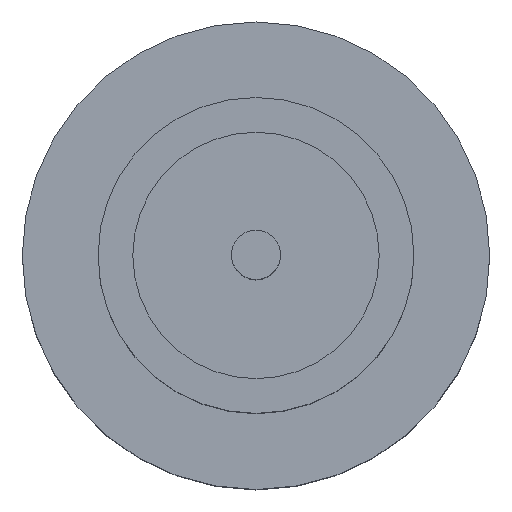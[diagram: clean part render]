
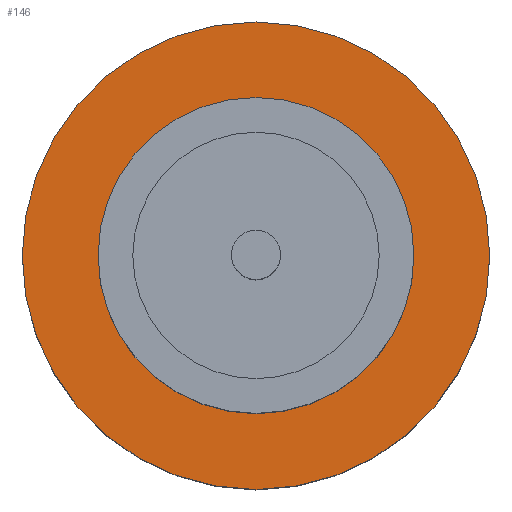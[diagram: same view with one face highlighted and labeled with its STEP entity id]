
A CAD part, top view. The second image highlights one B-rep face of the part: STEP entity #146.
In plain terms, the highlighted planar face has unit normal (0, 0, 1).
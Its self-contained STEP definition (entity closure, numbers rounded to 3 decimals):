
#8 = VERTEX_POINT ( 'NONE', #453 ) ;
#37 = CARTESIAN_POINT ( 'NONE',  ( 0., 0., 1.55 ) ) ;
#38 = AXIS2_PLACEMENT_3D ( 'NONE', #45, #166, #578 ) ;
#45 = CARTESIAN_POINT ( 'NONE',  ( 0., 0., 1.55 ) ) ;
#53 = ORIENTED_EDGE ( 'NONE', *, *, #462, .F. ) ;
#116 = AXIS2_PLACEMENT_3D ( 'NONE', #37, #270, #216 ) ;
#121 = DIRECTION ( 'NONE',  ( 1., 0., 0. ) ) ;
#128 = AXIS2_PLACEMENT_3D ( 'NONE', #176, #528, #294 ) ;
#146 = ADVANCED_FACE ( 'NONE', ( #649, #251 ), #329, .T. ) ;
#166 = DIRECTION ( 'NONE',  ( 0., 0., 1. ) ) ;
#176 = CARTESIAN_POINT ( 'NONE',  ( 0., 0., 1.55 ) ) ;
#180 = VERTEX_POINT ( 'NONE', #638 ) ;
#208 = DIRECTION ( 'NONE',  ( 0., 0., 1. ) ) ;
#216 = DIRECTION ( 'NONE',  ( 1., 0., 0. ) ) ;
#251 = FACE_OUTER_BOUND ( 'NONE', #647, .T. ) ;
#259 = EDGE_CURVE ( 'NONE', #318, #430, #267, .T. ) ;
#267 = CIRCLE ( 'NONE', #128, 1.25 ) ;
#270 = DIRECTION ( 'NONE',  ( 0., 0., 1. ) ) ;
#287 = EDGE_CURVE ( 'NONE', #180, #8, #704, .T. ) ;
#291 = CARTESIAN_POINT ( 'NONE',  ( 1.25, 0., 1.55 ) ) ;
#294 = DIRECTION ( 'NONE',  ( 1., 0., 0. ) ) ;
#302 = AXIS2_PLACEMENT_3D ( 'NONE', #420, #597, #121 ) ;
#303 = CIRCLE ( 'NONE', #396, 1.25 ) ;
#318 = VERTEX_POINT ( 'NONE', #291 ) ;
#329 = PLANE ( 'NONE',  #38 ) ;
#352 = CIRCLE ( 'NONE', #116, 1.85 ) ;
#396 = AXIS2_PLACEMENT_3D ( 'NONE', #674, #208, #671 ) ;
#397 = ORIENTED_EDGE ( 'NONE', *, *, #685, .T. ) ;
#406 = ORIENTED_EDGE ( 'NONE', *, *, #287, .T. ) ;
#420 = CARTESIAN_POINT ( 'NONE',  ( 0., 0., 1.55 ) ) ;
#430 = VERTEX_POINT ( 'NONE', #553 ) ;
#437 = ORIENTED_EDGE ( 'NONE', *, *, #259, .F. ) ;
#453 = CARTESIAN_POINT ( 'NONE',  ( 1.85, 0., 1.55 ) ) ;
#462 = EDGE_CURVE ( 'NONE', #430, #318, #303, .T. ) ;
#528 = DIRECTION ( 'NONE',  ( 0., 0., 1. ) ) ;
#553 = CARTESIAN_POINT ( 'NONE',  ( -1.25, 0., 1.55 ) ) ;
#578 = DIRECTION ( 'NONE',  ( 1., 0., 0. ) ) ;
#597 = DIRECTION ( 'NONE',  ( 0., 0., 1. ) ) ;
#638 = CARTESIAN_POINT ( 'NONE',  ( -1.85, 0., 1.55 ) ) ;
#647 = EDGE_LOOP ( 'NONE', ( #406, #397 ) ) ;
#649 = FACE_BOUND ( 'NONE', #719, .T. ) ;
#671 = DIRECTION ( 'NONE',  ( 1., 0., 0. ) ) ;
#674 = CARTESIAN_POINT ( 'NONE',  ( 0., 0., 1.55 ) ) ;
#685 = EDGE_CURVE ( 'NONE', #8, #180, #352, .T. ) ;
#704 = CIRCLE ( 'NONE', #302, 1.85 ) ;
#719 = EDGE_LOOP ( 'NONE', ( #437, #53 ) ) ;
